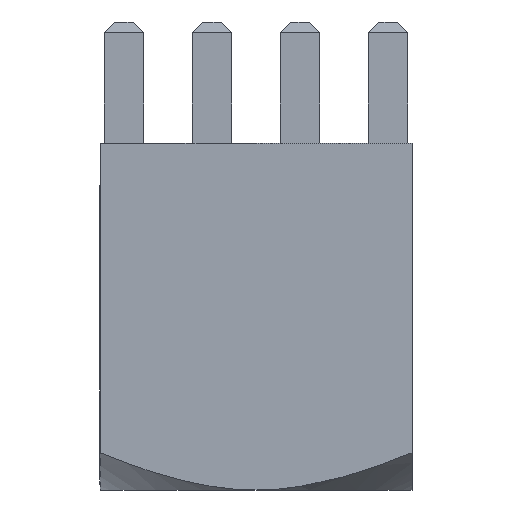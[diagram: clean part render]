
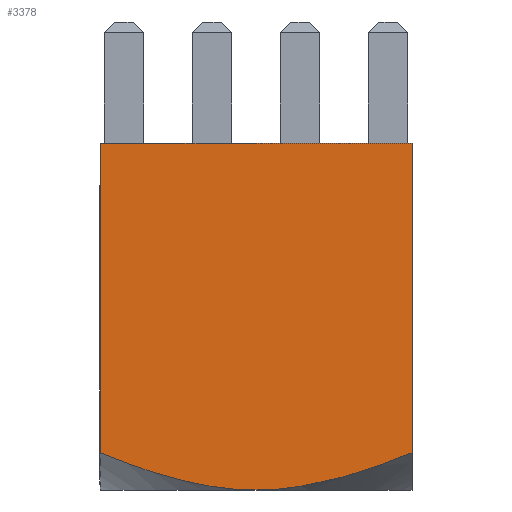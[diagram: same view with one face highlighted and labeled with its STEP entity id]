
A CAD part, left-side view. The second image highlights one B-rep face of the part: STEP entity #3378.
In plain terms, the highlighted planar face has unit normal (-1, 0, 0).
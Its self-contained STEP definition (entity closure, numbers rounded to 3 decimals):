
#31 = EDGE_LOOP ( 'NONE', ( #3001, #3003, #3004, #3005, #3006 ) ) ;
#451 = AXIS2_PLACEMENT_3D ( 'NONE', #2100, #2106, #2107 ) ;
#543 = CARTESIAN_POINT ( 'NONE',  ( -4.5, 4.5, 1.076 ) ) ;
#544 = CARTESIAN_POINT ( 'NONE',  ( -4.5, 4.14, 0.929 ) ) ;
#545 = CARTESIAN_POINT ( 'NONE',  ( -4.5, 3.777, 0.79 ) ) ;
#546 = CARTESIAN_POINT ( 'NONE',  ( -4.5, 3.039, 0.532 ) ) ;
#547 = CARTESIAN_POINT ( 'NONE',  ( -4.5, 2.666, 0.416 ) ) ;
#548 = CARTESIAN_POINT ( 'NONE',  ( -4.5, 1.542, 0.121 ) ) ;
#553 = CARTESIAN_POINT ( 'NONE',  ( -4.5, 0.781, 0. ) ) ;
#554 = CARTESIAN_POINT ( 'NONE',  ( -4.5, 0., 0. ) ) ;
#563 = CARTESIAN_POINT ( 'NONE',  ( -4.5, 0., 0. ) ) ;
#564 = CARTESIAN_POINT ( 'NONE',  ( -4.5, -0.387, 0. ) ) ;
#565 = CARTESIAN_POINT ( 'NONE',  ( -4.5, -0.78, 0.03 ) ) ;
#566 = CARTESIAN_POINT ( 'NONE',  ( -4.5, -1.547, 0.141 ) ) ;
#567 = CARTESIAN_POINT ( 'NONE',  ( -4.5, -1.925, 0.221 ) ) ;
#568 = CARTESIAN_POINT ( 'NONE',  ( -4.5, -4.5, 1.076 ) ) ;
#571 = CARTESIAN_POINT ( 'NONE',  ( -4.5, -3.782, 0.783 ) ) ;
#573 = DIRECTION ( 'NONE',  ( 0., 0., -1. ) ) ;
#574 = CARTESIAN_POINT ( 'NONE',  ( -4.5, -3.047, 0.516 ) ) ;
#575 = CARTESIAN_POINT ( 'NONE',  ( -4.5, 4.5, 10. ) ) ;
#576 = DIRECTION ( 'NONE',  ( 0., 0., -1. ) ) ;
#581 = LINE ( 'NONE', #575, #3398 ) ;
#584 = LINE ( 'NONE', #587, #3399 ) ;
#587 = CARTESIAN_POINT ( 'NONE',  ( -4.5, -4.5, 10. ) ) ;
#690 = DIRECTION ( 'NONE',  ( 0., -1., 0. ) ) ;
#691 = CARTESIAN_POINT ( 'NONE',  ( -4.5, 4.5, 10. ) ) ;
#704 = LINE ( 'NONE', #691, #1742 ) ;
#1125 = EDGE_CURVE ( 'NONE', #3054, #3288, #704, .T. ) ;
#1161 = EDGE_CURVE ( 'NONE', #3288, #3264, #584, .T. ) ;
#1162 = EDGE_CURVE ( 'NONE', #3054, #3256, #581, .T. ) ;
#1164 = EDGE_CURVE ( 'NONE', #3264, #3257, #2234, .T. ) ;
#1169 = EDGE_CURVE ( 'NONE', #3257, #3256, #2230, .T. ) ;
#1742 = VECTOR ( 'NONE', #690, 1000. ) ;
#2100 = CARTESIAN_POINT ( 'NONE',  ( -4.5, 4.5, 10. ) ) ;
#2102 = FACE_OUTER_BOUND ( 'NONE', #31, .T. ) ;
#2103 = PLANE ( 'NONE',  #451 ) ;
#2106 = DIRECTION ( 'NONE',  ( 1., 0., 0. ) ) ;
#2107 = DIRECTION ( 'NONE',  ( 0., 1., 0. ) ) ;
#2230 = B_SPLINE_CURVE_WITH_KNOTS ( 'NONE', 3,
 ( #554, #553, #548, #547, #546, #545, #544, #543 ),
 .UNSPECIFIED., .F., .F.,
 ( 4, 2, 2, 4 ),
 ( 0.01, 0.012, 0.013, 0.014 ),
 .UNSPECIFIED. ) ;
#2234 = B_SPLINE_CURVE_WITH_KNOTS ( 'NONE', 3,
 ( #568, #571, #574, #567, #566, #565, #564, #563 ),
 .UNSPECIFIED., .F., .F.,
 ( 4, 2, 2, 4 ),
 ( 0.005, 0.007, 0.009, 0.01 ),
 .UNSPECIFIED. ) ;
#2496 = CARTESIAN_POINT ( 'NONE',  ( -4.5, 4.5, 10. ) ) ;
#2638 = CARTESIAN_POINT ( 'NONE',  ( -4.5, 4.5, 1.076 ) ) ;
#2639 = CARTESIAN_POINT ( 'NONE',  ( -4.5, 0., 0. ) ) ;
#2643 = CARTESIAN_POINT ( 'NONE',  ( -4.5, -4.5, 1.076 ) ) ;
#2660 = CARTESIAN_POINT ( 'NONE',  ( -4.5, -4.5, 10. ) ) ;
#3001 = ORIENTED_EDGE ( 'NONE', *, *, #1164, .F. ) ;
#3003 = ORIENTED_EDGE ( 'NONE', *, *, #1161, .F. ) ;
#3004 = ORIENTED_EDGE ( 'NONE', *, *, #1125, .F. ) ;
#3005 = ORIENTED_EDGE ( 'NONE', *, *, #1162, .T. ) ;
#3006 = ORIENTED_EDGE ( 'NONE', *, *, #1169, .F. ) ;
#3054 = VERTEX_POINT ( 'NONE', #2496 ) ;
#3256 = VERTEX_POINT ( 'NONE', #2638 ) ;
#3257 = VERTEX_POINT ( 'NONE', #2639 ) ;
#3264 = VERTEX_POINT ( 'NONE', #2643 ) ;
#3288 = VERTEX_POINT ( 'NONE', #2660 ) ;
#3378 = ADVANCED_FACE ( 'NONE', ( #2102 ), #2103, .F. ) ;
#3398 = VECTOR ( 'NONE', #573, 1000. ) ;
#3399 = VECTOR ( 'NONE', #576, 1000. ) ;
